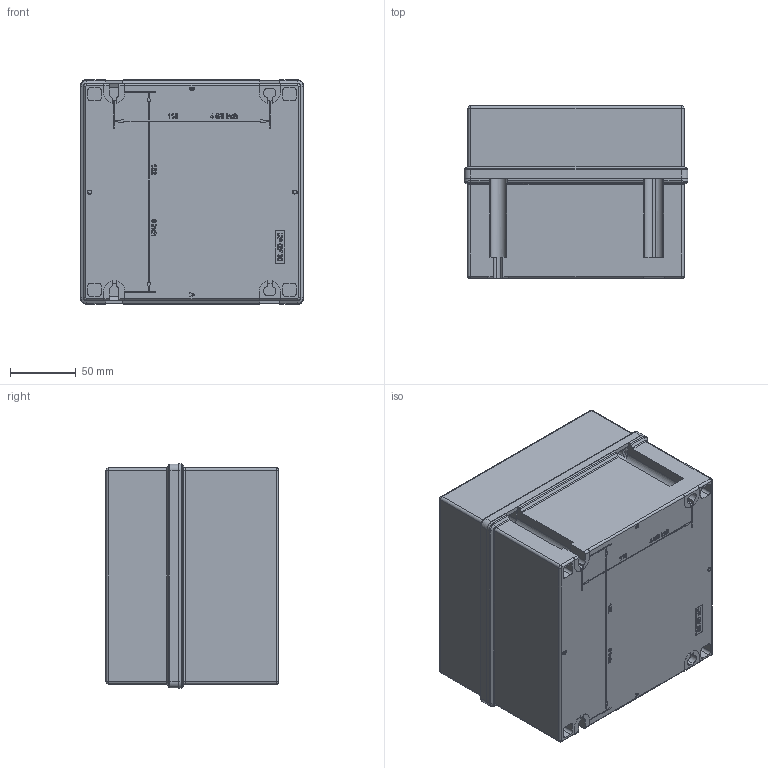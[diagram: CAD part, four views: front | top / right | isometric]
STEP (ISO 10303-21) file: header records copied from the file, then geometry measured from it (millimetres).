
FILE_DESCRIPTION (( 'STEP AP203' ), '1' );
FILE_NAME ('8146-_052-ap203.STEP', '2012-10-13T07:41:17', ( '' ), ( '' ), 'SwSTEP 2.0', 'SolidWorks 2012', '' );
FILE_SCHEMA (( 'CONFIG_CONTROL_DESIGN' ));
Products named in the file (10): 8146-_052-ap203; 509_642_0_1_montiert; 509_642_0; 81_460_07_05_0; 81_469_01_91_0; 81_460_07_05_0_Dichtung; 81_469_04_05_0; 81_469_53_04_0_3d export
Assembly tree (15 placements, depth 3):
  8146-_052-ap203
    81_469_53_04_0_3d export
      81_469_53_04_0_3d export
      81_469_01_91_0  x4
    81_460_07_05_0
      81_469_04_05_0
      81_460_07_05_0_Dichtung
    509_642_0  x4
      509_642_0
      509_642_0_1_montiert
Bounding box: 170 x 131.31 x 170.5 mm (x, y, z)
Volume: 625712.9 mm3; surface area: 336078.6 mm2
Topology: 15 solids, 15 shells, 1767 faces, 4487 edges, 2862 vertices
Faces by surface type: plane 890, cylinder 321, bspline 300, cone 140, torus 104, sphere 12
Entity records: 64900 total; most frequent: CARTESIAN_POINT 28409, ORIENTED_EDGE 7834, DIRECTION 6405, EDGE_CURVE 3917, VERTEX_POINT 2511, VECTOR 2415, LINE 2415, AXIS2_PLACEMENT_3D 1995
